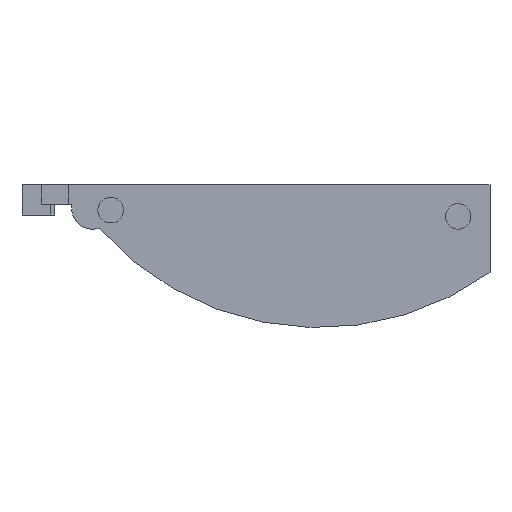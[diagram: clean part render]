
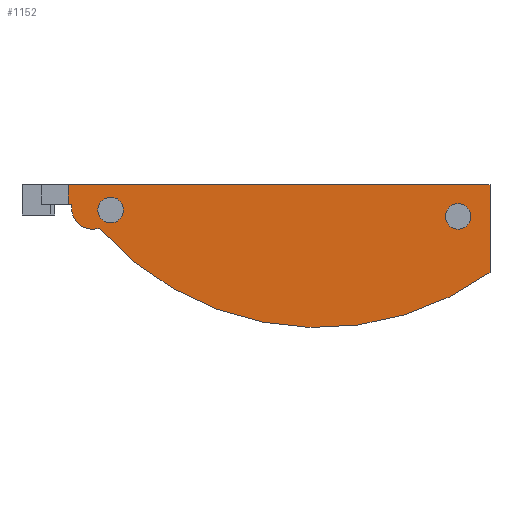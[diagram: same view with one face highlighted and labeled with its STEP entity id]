
A CAD part, left-side view. The second image highlights one B-rep face of the part: STEP entity #1152.
In plain terms, the highlighted planar face has unit normal (-1, 0, 0).
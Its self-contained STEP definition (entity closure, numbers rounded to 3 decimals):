
#5 = EDGE_CURVE ( 'NONE', #775, #1433, #677, .T. ) ;
#16 = DIRECTION ( 'NONE',  ( -1., 0., 0. ) ) ;
#29 = LINE ( 'NONE', #946, #1229 ) ;
#37 = ORIENTED_EDGE ( 'NONE', *, *, #1377, .F. ) ;
#40 = VERTEX_POINT ( 'NONE', #456 ) ;
#72 = CARTESIAN_POINT ( 'NONE',  ( 10.583, -9.731, -1.335 ) ) ;
#85 = CARTESIAN_POINT ( 'NONE',  ( 10.583, 173.602, 4.331 ) ) ;
#101 = LINE ( 'NONE', #1266, #1506 ) ;
#103 = AXIS2_PLACEMENT_3D ( 'NONE', #1123, #426, #226 ) ;
#106 = LINE ( 'NONE', #263, #489 ) ;
#109 = CARTESIAN_POINT ( 'NONE',  ( 10.583, 161.936, 2.665 ) ) ;
#119 = CARTESIAN_POINT ( 'NONE',  ( 10.583, 120.269, -37.479 ) ) ;
#132 = VERTEX_POINT ( 'NONE', #1194 ) ;
#137 = DIRECTION ( 'NONE',  ( -1., 0., 0. ) ) ;
#151 = CARTESIAN_POINT ( 'NONE',  ( 10.583, 171.936, 2.665 ) ) ;
#212 = CARTESIAN_POINT ( 'NONE',  ( 10.583, -43.064, 4.331 ) ) ;
#223 = VECTOR ( 'NONE', #1518, 1000. ) ;
#226 = DIRECTION ( 'NONE',  ( 0., -1., 0. ) ) ;
#263 = CARTESIAN_POINT ( 'NONE',  ( 10.583, -24.731, 4.331 ) ) ;
#268 = CIRCLE ( 'NONE', #1479, 6. ) ;
#283 = VERTEX_POINT ( 'NONE', #967 ) ;
#286 = VERTEX_POINT ( 'NONE', #633 ) ;
#303 = ORIENTED_EDGE ( 'NONE', *, *, #353, .F. ) ;
#309 = DIRECTION ( 'NONE',  ( 0., -1., 0. ) ) ;
#340 = DIRECTION ( 'NONE',  ( 0., -1., 0. ) ) ;
#341 = ORIENTED_EDGE ( 'NONE', *, *, #648, .T. ) ;
#350 = CIRCLE ( 'NONE', #723, 6. ) ;
#352 = AXIS2_PLACEMENT_3D ( 'NONE', #119, #16, #340 ) ;
#353 = EDGE_CURVE ( 'NONE', #897, #858, #429, .T. ) ;
#378 = AXIS2_PLACEMENT_3D ( 'NONE', #72, #410, #309 ) ;
#388 = AXIS2_PLACEMENT_3D ( 'NONE', #651, #1021, #990 ) ;
#396 = EDGE_CURVE ( 'NONE', #580, #412, #549, .T. ) ;
#410 = DIRECTION ( 'NONE',  ( -1., 0., 0. ) ) ;
#412 = VERTEX_POINT ( 'NONE', #420 ) ;
#420 = CARTESIAN_POINT ( 'NONE',  ( 10.583, 159.602, 1.665 ) ) ;
#426 = DIRECTION ( 'NONE',  ( -1., 0., 0. ) ) ;
#429 = CIRCLE ( 'NONE', #388, 10. ) ;
#454 = FACE_BOUND ( 'NONE', #1317, .T. ) ;
#456 = CARTESIAN_POINT ( 'NONE',  ( 10.583, -24.731, 13.665 ) ) ;
#474 = EDGE_CURVE ( 'NONE', #40, #132, #106, .T. ) ;
#489 = VECTOR ( 'NONE', #816, 1000. ) ;
#494 = CARTESIAN_POINT ( 'NONE',  ( 10.583, 55.65, 83.891 ) ) ;
#549 = CIRCLE ( 'NONE', #103, 6. ) ;
#562 = CARTESIAN_POINT ( 'NONE',  ( 10.583, 171.796, 4.331 ) ) ;
#580 = VERTEX_POINT ( 'NONE', #1158 ) ;
#584 = ORIENTED_EDGE ( 'NONE', *, *, #614, .F. ) ;
#599 = CARTESIAN_POINT ( 'NONE',  ( 10.583, 158.936, -6.875 ) ) ;
#604 = EDGE_CURVE ( 'NONE', #286, #283, #350, .T. ) ;
#614 = EDGE_CURVE ( 'NONE', #132, #897, #903, .T. ) ;
#623 = ORIENTED_EDGE ( 'NONE', *, *, #5, .F. ) ;
#633 = CARTESIAN_POINT ( 'NONE',  ( 10.583, -3.731, -1.335 ) ) ;
#648 = EDGE_CURVE ( 'NONE', #40, #1211, #101, .T. ) ;
#651 = CARTESIAN_POINT ( 'NONE',  ( 10.583, 161.936, 2.665 ) ) ;
#677 = LINE ( 'NONE', #212, #223 ) ;
#686 = PLANE ( 'NONE',  #352 ) ;
#717 = CARTESIAN_POINT ( 'NONE',  ( 10.583, -9.731, -1.335 ) ) ;
#718 = FACE_OUTER_BOUND ( 'NONE', #764, .T. ) ;
#720 = ORIENTED_EDGE ( 'NONE', *, *, #474, .F. ) ;
#723 = AXIS2_PLACEMENT_3D ( 'NONE', #717, #137, #1206 ) ;
#728 = ORIENTED_EDGE ( 'NONE', *, *, #1193, .F. ) ;
#764 = EDGE_LOOP ( 'NONE', ( #720, #341, #37, #623, #728, #303, #584 ) ) ;
#775 = VERTEX_POINT ( 'NONE', #562 ) ;
#816 = DIRECTION ( 'NONE',  ( 0., 0., -1. ) ) ;
#824 = DIRECTION ( 'NONE',  ( 1., 0., 0. ) ) ;
#858 = VERTEX_POINT ( 'NONE', #151 ) ;
#897 = VERTEX_POINT ( 'NONE', #599 ) ;
#903 = CIRCLE ( 'NONE', #1346, 137.5 ) ;
#941 = CARTESIAN_POINT ( 'NONE',  ( 10.583, 173.602, 13.665 ) ) ;
#946 = CARTESIAN_POINT ( 'NONE',  ( 10.583, 173.602, 4.331 ) ) ;
#958 = DIRECTION ( 'NONE',  ( 1., 0., 0. ) ) ;
#959 = CIRCLE ( 'NONE', #378, 6. ) ;
#964 = ORIENTED_EDGE ( 'NONE', *, *, #604, .F. ) ;
#965 = EDGE_LOOP ( 'NONE', ( #1313, #964 ) ) ;
#967 = CARTESIAN_POINT ( 'NONE',  ( 10.583, -15.731, -1.335 ) ) ;
#990 = DIRECTION ( 'NONE',  ( 0., 1., 0. ) ) ;
#1021 = DIRECTION ( 'NONE',  ( 1., 0., 0. ) ) ;
#1046 = ORIENTED_EDGE ( 'NONE', *, *, #396, .F. ) ;
#1060 = DIRECTION ( 'NONE',  ( 0., -1., 0. ) ) ;
#1063 = FACE_BOUND ( 'NONE', #965, .T. ) ;
#1123 = CARTESIAN_POINT ( 'NONE',  ( 10.583, 153.602, 1.665 ) ) ;
#1152 = ADVANCED_FACE ( 'NONE', ( #454, #1063, #718 ), #686, .T. ) ;
#1158 = CARTESIAN_POINT ( 'NONE',  ( 10.583, 147.602, 1.665 ) ) ;
#1193 = EDGE_CURVE ( 'NONE', #858, #775, #1434, .T. ) ;
#1194 = CARTESIAN_POINT ( 'NONE',  ( 10.583, -24.731, -27.667 ) ) ;
#1206 = DIRECTION ( 'NONE',  ( 0., -1., 0. ) ) ;
#1211 = VERTEX_POINT ( 'NONE', #941 ) ;
#1224 = DIRECTION ( 'NONE',  ( 0., 1., 0. ) ) ;
#1229 = VECTOR ( 'NONE', #1427, 1000. ) ;
#1253 = EDGE_CURVE ( 'NONE', #412, #580, #268, .T. ) ;
#1260 = ORIENTED_EDGE ( 'NONE', *, *, #1253, .F. ) ;
#1266 = CARTESIAN_POINT ( 'NONE',  ( 10.583, -43.064, 13.665 ) ) ;
#1268 = CARTESIAN_POINT ( 'NONE',  ( 10.583, 153.602, 1.665 ) ) ;
#1293 = DIRECTION ( 'NONE',  ( 0., 1., 0. ) ) ;
#1307 = AXIS2_PLACEMENT_3D ( 'NONE', #109, #824, #1293 ) ;
#1313 = ORIENTED_EDGE ( 'NONE', *, *, #1485, .F. ) ;
#1317 = EDGE_LOOP ( 'NONE', ( #1046, #1260 ) ) ;
#1346 = AXIS2_PLACEMENT_3D ( 'NONE', #494, #958, #1437 ) ;
#1377 = EDGE_CURVE ( 'NONE', #1433, #1211, #29, .T. ) ;
#1400 = DIRECTION ( 'NONE',  ( -1., 0., 0. ) ) ;
#1427 = DIRECTION ( 'NONE',  ( 0., 0., 1. ) ) ;
#1433 = VERTEX_POINT ( 'NONE', #85 ) ;
#1434 = CIRCLE ( 'NONE', #1307, 10. ) ;
#1437 = DIRECTION ( 'NONE',  ( 0., 1., 0. ) ) ;
#1479 = AXIS2_PLACEMENT_3D ( 'NONE', #1268, #1400, #1060 ) ;
#1485 = EDGE_CURVE ( 'NONE', #283, #286, #959, .T. ) ;
#1506 = VECTOR ( 'NONE', #1224, 1000. ) ;
#1518 = DIRECTION ( 'NONE',  ( 0., 1., 0. ) ) ;
